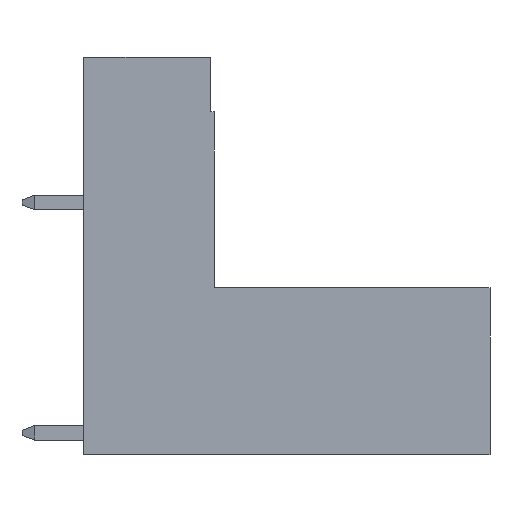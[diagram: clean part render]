
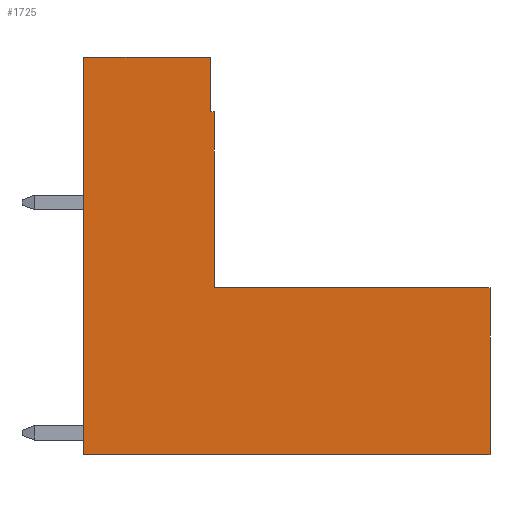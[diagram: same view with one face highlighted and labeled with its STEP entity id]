
A CAD part, left-side view. The second image highlights one B-rep face of the part: STEP entity #1725.
In plain terms, the highlighted planar face has unit normal (-1, 0, 0).
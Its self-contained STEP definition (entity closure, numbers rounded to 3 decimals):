
#1725 = ADVANCED_FACE( '', ( #3694 ), #3695, .T. );
#3694 = FACE_OUTER_BOUND( '', #5980, .T. );
#3695 = PLANE( '', #5981 );
#5980 = EDGE_LOOP( '', ( #10728, #10729, #10730, #10731, #10732, #10733, #10734, #10735 ) );
#5981 = AXIS2_PLACEMENT_3D( '', #10736, #10737, #10738 );
#10728 = ORIENTED_EDGE( '', *, *, #15924, .F. );
#10729 = ORIENTED_EDGE( '', *, *, #15673, .F. );
#10730 = ORIENTED_EDGE( '', *, *, #15925, .T. );
#10731 = ORIENTED_EDGE( '', *, *, #15926, .T. );
#10732 = ORIENTED_EDGE( '', *, *, #15927, .T. );
#10733 = ORIENTED_EDGE( '', *, *, #15316, .T. );
#10734 = ORIENTED_EDGE( '', *, *, #15928, .T. );
#10735 = ORIENTED_EDGE( '', *, *, #14760, .T. );
#10736 = CARTESIAN_POINT( '', ( -11.825, 0., 0. ) );
#10737 = DIRECTION( '', ( -1., 0., 0. ) );
#10738 = DIRECTION( '', ( 0., 0., 1. ) );
#14760 = EDGE_CURVE( '', #18092, #18096, #18098, .T. );
#15316 = EDGE_CURVE( '', #18978, #18979, #18980, .T. );
#15673 = EDGE_CURVE( '', #19513, #19515, #19516, .T. );
#15924 = EDGE_CURVE( '', #19515, #18096, #19851, .T. );
#15925 = EDGE_CURVE( '', #19513, #19852, #19853, .T. );
#15926 = EDGE_CURVE( '', #19852, #19854, #19855, .T. );
#15927 = EDGE_CURVE( '', #19854, #18978, #19856, .T. );
#15928 = EDGE_CURVE( '', #18979, #18092, #19857, .T. );
#18092 = VERTEX_POINT( '', #22796 );
#18096 = VERTEX_POINT( '', #22802 );
#18098 = LINE( '', #22805, #22806 );
#18978 = VERTEX_POINT( '', #24106 );
#18979 = VERTEX_POINT( '', #24107 );
#18980 = LINE( '', #24108, #24109 );
#19513 = VERTEX_POINT( '', #24901 );
#19515 = VERTEX_POINT( '', #24904 );
#19516 = LINE( '', #24905, #24906 );
#19851 = LINE( '', #25414, #25415 );
#19852 = VERTEX_POINT( '', #25416 );
#19853 = LINE( '', #25417, #25418 );
#19854 = VERTEX_POINT( '', #25419 );
#19855 = LINE( '', #25420, #25421 );
#19856 = LINE( '', #25422, #25423 );
#19857 = LINE( '', #25424, #25425 );
#22796 = CARTESIAN_POINT( '', ( -11.825, 4., 4.6 ) );
#22802 = CARTESIAN_POINT( '', ( -11.825, 4., 14.3 ) );
#22805 = CARTESIAN_POINT( '', ( -11.825, 4., 4.6 ) );
#22806 = VECTOR( '', #27471, 1000. );
#24106 = CARTESIAN_POINT( '', ( -11.825, -11.2, -4.6 ) );
#24107 = CARTESIAN_POINT( '', ( -11.825, -11.2, 4.6 ) );
#24108 = CARTESIAN_POINT( '', ( -11.825, -11.2, -4.6 ) );
#24109 = VECTOR( '', #27940, 1000. );
#24901 = CARTESIAN_POINT( '', ( -11.825, 4.2, 17.3 ) );
#24904 = CARTESIAN_POINT( '', ( -11.825, 4.2, 14.3 ) );
#24905 = CARTESIAN_POINT( '', ( -11.825, 4.2, 17.3 ) );
#24906 = VECTOR( '', #28237, 1000. );
#25414 = CARTESIAN_POINT( '', ( -11.825, 4.2, 14.3 ) );
#25415 = VECTOR( '', #28435, 1000. );
#25416 = CARTESIAN_POINT( '', ( -11.825, 11.2, 17.3 ) );
#25417 = CARTESIAN_POINT( '', ( -11.825, 4., 17.3 ) );
#25418 = VECTOR( '', #28436, 1000. );
#25419 = CARTESIAN_POINT( '', ( -11.825, 11.2, -4.6 ) );
#25420 = CARTESIAN_POINT( '', ( -11.825, 11.2, 17.3 ) );
#25421 = VECTOR( '', #28437, 1000. );
#25422 = CARTESIAN_POINT( '', ( -11.825, 11.2, -4.6 ) );
#25423 = VECTOR( '', #28438, 1000. );
#25424 = CARTESIAN_POINT( '', ( -11.825, -11.2, 4.6 ) );
#25425 = VECTOR( '', #28439, 1000. );
#27471 = DIRECTION( '', ( 0., 0., 1. ) );
#27940 = DIRECTION( '', ( 0., 0., 1. ) );
#28237 = DIRECTION( '', ( 0., 0., -1. ) );
#28435 = DIRECTION( '', ( 0., -1., 0. ) );
#28436 = DIRECTION( '', ( 0., 1., 0. ) );
#28437 = DIRECTION( '', ( 0., 0., -1. ) );
#28438 = DIRECTION( '', ( 0., -1., 0. ) );
#28439 = DIRECTION( '', ( 0., 1., 0. ) );
